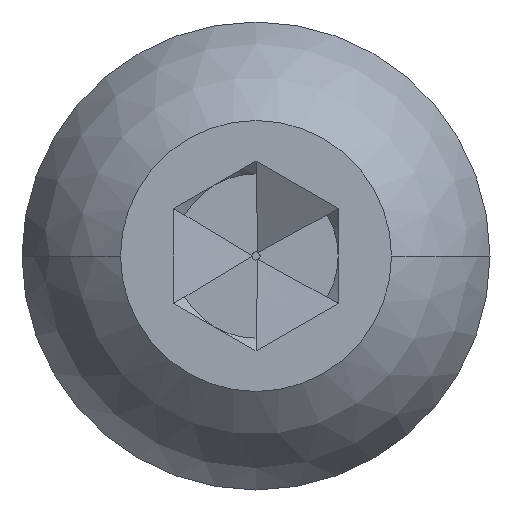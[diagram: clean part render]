
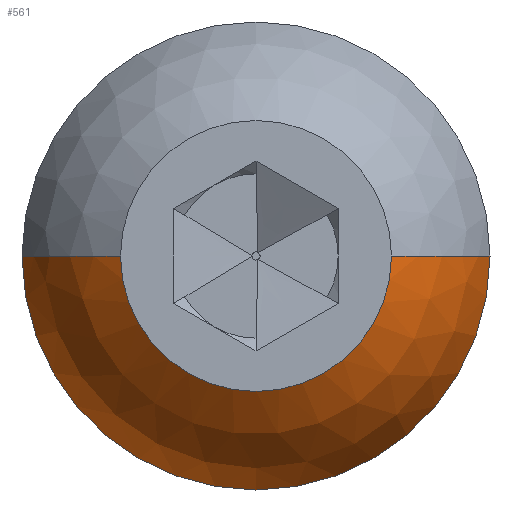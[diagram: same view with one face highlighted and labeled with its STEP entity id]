
A CAD part, left-side view. The second image highlights one B-rep face of the part: STEP entity #561.
In plain terms, the highlighted spherical face has radius 2.963 mm.
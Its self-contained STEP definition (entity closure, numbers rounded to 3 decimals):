
#16 = DIRECTION ( 'NONE',  ( 0., 1., 0. ) ) ;
#27 = CARTESIAN_POINT ( 'NONE',  ( 2.461, 0., 0. ) ) ;
#30 = DIRECTION ( 'NONE',  ( 0., -1., 0. ) ) ;
#31 = CIRCLE ( 'NONE', #494, 2.963 ) ;
#94 = ORIENTED_EDGE ( 'NONE', *, *, #763, .T. ) ;
#104 = DIRECTION ( 'NONE',  ( 1., 0., 0. ) ) ;
#129 = ORIENTED_EDGE ( 'NONE', *, *, #786, .F. ) ;
#206 = SPHERICAL_SURFACE ( 'NONE', #549, 2.963 ) ;
#244 = DIRECTION ( 'NONE',  ( -1., 0., 0. ) ) ;
#250 = ORIENTED_EDGE ( 'NONE', *, *, #768, .T. ) ;
#290 = EDGE_LOOP ( 'NONE', ( #94, #250, #870, #129 ) ) ;
#321 = DIRECTION ( 'NONE',  ( -1., 0., 0. ) ) ;
#354 = CARTESIAN_POINT ( 'NONE',  ( 1.65, 0., 0. ) ) ;
#375 = CIRCLE ( 'NONE', #454, 2.963 ) ;
#405 = CARTESIAN_POINT ( 'NONE',  ( 1.65, 2.85, 0. ) ) ;
#432 = DIRECTION ( 'NONE',  ( 0., 0., 1. ) ) ;
#454 = AXIS2_PLACEMENT_3D ( 'NONE', #27, #559, #104 ) ;
#473 = DIRECTION ( 'NONE',  ( 0., 0., -1. ) ) ;
#488 = CARTESIAN_POINT ( 'NONE',  ( 2.461, 0., 0. ) ) ;
#492 = CARTESIAN_POINT ( 'NONE',  ( 0., -1.65, 0. ) ) ;
#494 = AXIS2_PLACEMENT_3D ( 'NONE', #922, #473, #16 ) ;
#498 = AXIS2_PLACEMENT_3D ( 'NONE', #702, #244, #791 ) ;
#501 = AXIS2_PLACEMENT_3D ( 'NONE', #354, #890, #432 ) ;
#549 = AXIS2_PLACEMENT_3D ( 'NONE', #488, #321, #30 ) ;
#559 = DIRECTION ( 'NONE',  ( 0., 0., 1. ) ) ;
#561 = ADVANCED_FACE ( 'NONE', ( #863 ), #206, .T. ) ;
#631 = CIRCLE ( 'NONE', #498, 1.65 ) ;
#702 = CARTESIAN_POINT ( 'NONE',  ( 0., 0., 0. ) ) ;
#709 = CARTESIAN_POINT ( 'NONE',  ( 0., 1.65, 0. ) ) ;
#763 = EDGE_CURVE ( 'NONE', #899, #907, #844, .T. ) ;
#767 = EDGE_CURVE ( 'NONE', #795, #879, #631, .T. ) ;
#768 = EDGE_CURVE ( 'NONE', #907, #879, #31, .T. ) ;
#786 = EDGE_CURVE ( 'NONE', #899, #795, #375, .T. ) ;
#791 = DIRECTION ( 'NONE',  ( 0., 0., 1. ) ) ;
#795 = VERTEX_POINT ( 'NONE', #709 ) ;
#844 = CIRCLE ( 'NONE', #501, 2.85 ) ;
#863 = FACE_OUTER_BOUND ( 'NONE', #290, .T. ) ;
#870 = ORIENTED_EDGE ( 'NONE', *, *, #767, .F. ) ;
#879 = VERTEX_POINT ( 'NONE', #492 ) ;
#890 = DIRECTION ( 'NONE',  ( -1., 0., 0. ) ) ;
#899 = VERTEX_POINT ( 'NONE', #405 ) ;
#907 = VERTEX_POINT ( 'NONE', #935 ) ;
#922 = CARTESIAN_POINT ( 'NONE',  ( 2.461, 0., 0. ) ) ;
#935 = CARTESIAN_POINT ( 'NONE',  ( 1.65, -2.85, 0. ) ) ;
